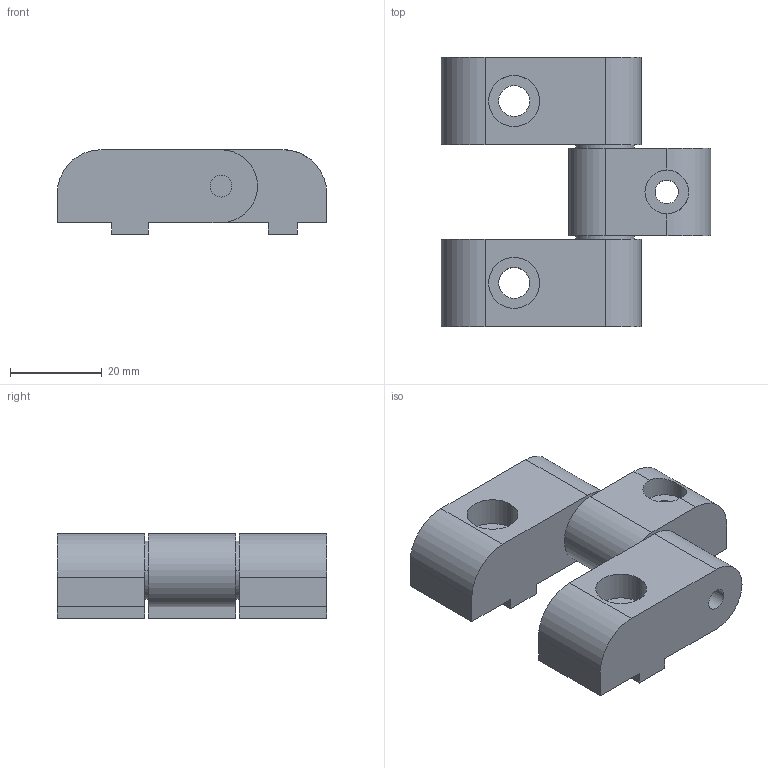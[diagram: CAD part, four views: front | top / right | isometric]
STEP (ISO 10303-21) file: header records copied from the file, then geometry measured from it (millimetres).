
FILE_DESCRIPTION((''),'2;1');
FILE_NAME('13HI8104.stp','2015-07-15T09:15:22',(''),(''),'Mechanical Desktop 2011','Mechanical Desktop 2011',', , ');
FILE_SCHEMA(('AUTOMOTIVE_DESIGN { 1 2 10303 214 1 1 1 1 }'));
Length unit declared in the file: inch
Products named in the file (1): Product
Bounding box: 58.7 x 58.67 x 18.41 mm (x, y, z)
Volume: 31521.6 mm3; surface area: 14589.1 mm2
Topology: 9 solids, 9 shells, 96 faces, 219 edges, 145 vertices
Faces by surface type: cylinder 48, plane 44, cone 4
Entity records: 2836 total; most frequent: DIRECTION 512, CARTESIAN_POINT 478, ORIENTED_EDGE 436, EDGE_CURVE 218, AXIS2_PLACEMENT_3D 198, VERTEX_POINT 144, EDGE_LOOP 120, VECTOR 116
